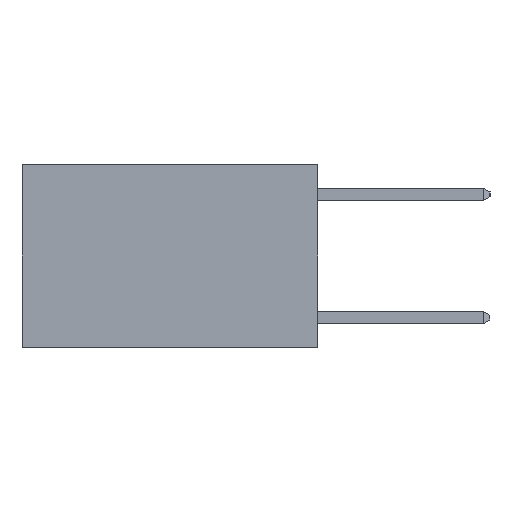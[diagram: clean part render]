
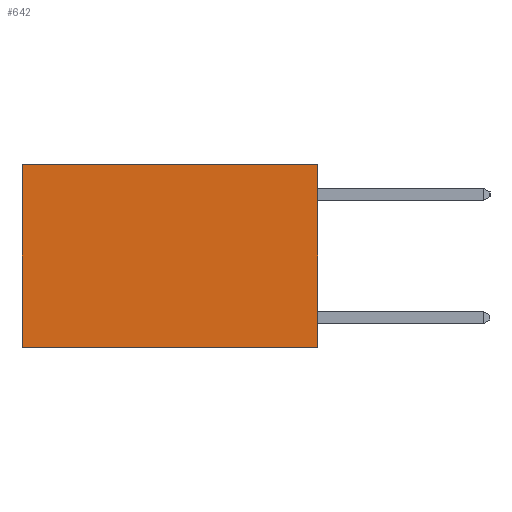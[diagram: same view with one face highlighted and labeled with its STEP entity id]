
A CAD part, left-side view. The second image highlights one B-rep face of the part: STEP entity #642.
In plain terms, the highlighted planar face has unit normal (-1, 0, 0).
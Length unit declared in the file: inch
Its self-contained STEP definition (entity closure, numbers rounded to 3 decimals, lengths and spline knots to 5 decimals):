
#33 = EDGE_LOOP ( 'NONE', ( #7371, #9689, #4961, #1432 ) ) ;
#642 = ADVANCED_FACE ( 'NONE', ( #5201 ), #3728, .F. ) ;
#708 = VERTEX_POINT ( 'NONE', #3247 ) ;
#954 = CARTESIAN_POINT ( 'NONE',  ( 0.2625, 0.6, 0. ) ) ;
#1432 = ORIENTED_EDGE ( 'NONE', *, *, #5167, .T. ) ;
#1736 = EDGE_CURVE ( 'NONE', #2329, #708, #2546, .T. ) ;
#1828 = DIRECTION ( 'NONE',  ( 0., 1., 0. ) ) ;
#2329 = VERTEX_POINT ( 'NONE', #9277 ) ;
#2338 = DIRECTION ( 'NONE',  ( 1., 0., 0. ) ) ;
#2546 = LINE ( 'NONE', #3736, #4615 ) ;
#2763 = VECTOR ( 'NONE', #9695, 39.37008 ) ;
#3099 = VERTEX_POINT ( 'NONE', #954 ) ;
#3247 = CARTESIAN_POINT ( 'NONE',  ( 0.2625, 0., -0.37 ) ) ;
#3449 = DIRECTION ( 'NONE',  ( 0., 0., -1. ) ) ;
#3728 = PLANE ( 'NONE',  #3797 ) ;
#3736 = CARTESIAN_POINT ( 'NONE',  ( 0.2625, 0., 0. ) ) ;
#3797 = AXIS2_PLACEMENT_3D ( 'NONE', #7322, #2338, #3449 ) ;
#4052 = DIRECTION ( 'NONE',  ( 0., 0., -1. ) ) ;
#4053 = EDGE_CURVE ( 'NONE', #3099, #4766, #5089, .T. ) ;
#4081 = LINE ( 'NONE', #8893, #8003 ) ;
#4317 = CARTESIAN_POINT ( 'NONE',  ( 0.2625, 0., 0. ) ) ;
#4615 = VECTOR ( 'NONE', #4052, 39.37008 ) ;
#4766 = VERTEX_POINT ( 'NONE', #8085 ) ;
#4808 = DIRECTION ( 'NONE',  ( 0., 1., 0. ) ) ;
#4961 = ORIENTED_EDGE ( 'NONE', *, *, #1736, .F. ) ;
#5089 = LINE ( 'NONE', #6450, #2763 ) ;
#5167 = EDGE_CURVE ( 'NONE', #2329, #3099, #7910, .T. ) ;
#5201 = FACE_OUTER_BOUND ( 'NONE', #33, .T. ) ;
#6450 = CARTESIAN_POINT ( 'NONE',  ( 0.2625, 0.6, 0. ) ) ;
#7322 = CARTESIAN_POINT ( 'NONE',  ( 0.2625, 0., 0. ) ) ;
#7364 = EDGE_CURVE ( 'NONE', #708, #4766, #4081, .T. ) ;
#7371 = ORIENTED_EDGE ( 'NONE', *, *, #4053, .T. ) ;
#7659 = VECTOR ( 'NONE', #1828, 39.37008 ) ;
#7910 = LINE ( 'NONE', #4317, #7659 ) ;
#8003 = VECTOR ( 'NONE', #4808, 39.37008 ) ;
#8085 = CARTESIAN_POINT ( 'NONE',  ( 0.2625, 0.6, -0.37 ) ) ;
#8893 = CARTESIAN_POINT ( 'NONE',  ( 0.2625, 0., -0.37 ) ) ;
#9277 = CARTESIAN_POINT ( 'NONE',  ( 0.2625, 0., 0. ) ) ;
#9689 = ORIENTED_EDGE ( 'NONE', *, *, #7364, .F. ) ;
#9695 = DIRECTION ( 'NONE',  ( 0., 0., -1. ) ) ;
